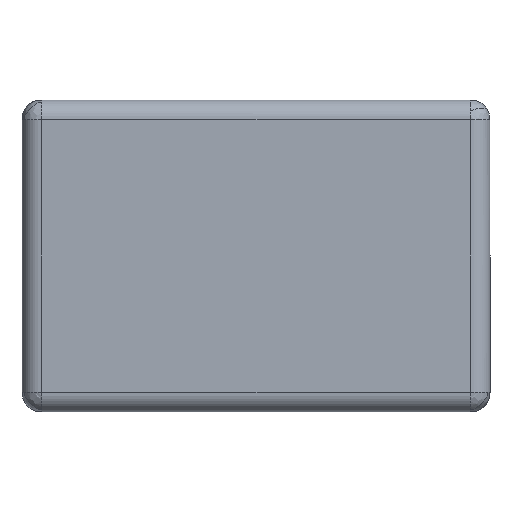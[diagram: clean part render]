
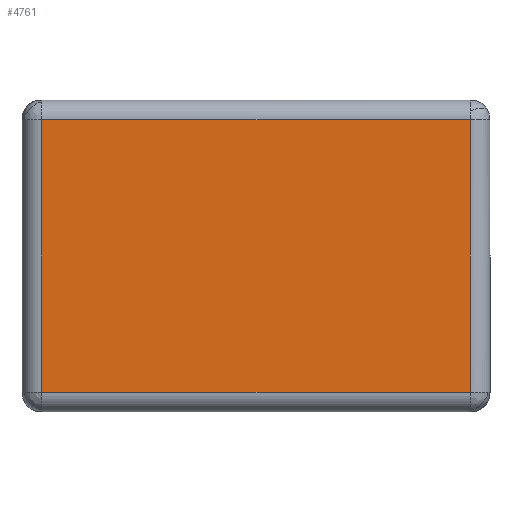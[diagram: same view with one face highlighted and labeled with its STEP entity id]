
A CAD part, left-side view. The second image highlights one B-rep face of the part: STEP entity #4761.
In plain terms, the highlighted planar face has unit normal (-1, 0, 0).
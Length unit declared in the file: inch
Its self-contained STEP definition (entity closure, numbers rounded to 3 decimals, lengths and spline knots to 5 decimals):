
#514 = VECTOR ( 'NONE', #3282, 39.37008 ) ;
#673 = CARTESIAN_POINT ( 'NONE',  ( -0.06, 0.0275, 0. ) ) ;
#693 = DIRECTION ( 'NONE',  ( 0., 0., -1. ) ) ;
#1116 = CARTESIAN_POINT ( 'NONE',  ( -0.06, -0.0275, 0.0375 ) ) ;
#1536 = EDGE_CURVE ( 'NONE', #4214, #5263, #4887, .T. ) ;
#1897 = LINE ( 'NONE', #6179, #3735 ) ;
#2165 = DIRECTION ( 'NONE',  ( 0., 0., 1. ) ) ;
#2217 = CARTESIAN_POINT ( 'NONE',  ( -0.06, 0.0275, 0.0375 ) ) ;
#2246 = ORIENTED_EDGE ( 'NONE', *, *, #5962, .T. ) ;
#2344 = EDGE_CURVE ( 'NONE', #3206, #4611, #1897, .T. ) ;
#2486 = PLANE ( 'NONE',  #4296 ) ;
#3178 = EDGE_CURVE ( 'NONE', #3206, #5263, #6544, .T. ) ;
#3200 = CARTESIAN_POINT ( 'NONE',  ( -0.06, 0.03, 0.0375 ) ) ;
#3206 = VERTEX_POINT ( 'NONE', #3353 ) ;
#3282 = DIRECTION ( 'NONE',  ( 0., 1., 0. ) ) ;
#3353 = CARTESIAN_POINT ( 'NONE',  ( -0.06, -0.0275, 0.0025 ) ) ;
#3735 = VECTOR ( 'NONE', #2165, 39.37008 ) ;
#4127 = ORIENTED_EDGE ( 'NONE', *, *, #2344, .T. ) ;
#4137 = VECTOR ( 'NONE', #4961, 39.37008 ) ;
#4214 = VERTEX_POINT ( 'NONE', #2217 ) ;
#4296 = AXIS2_PLACEMENT_3D ( 'NONE', #4532, #6027, #5563 ) ;
#4424 = CARTESIAN_POINT ( 'NONE',  ( -0.06, 0.015, 0.0025 ) ) ;
#4529 = CARTESIAN_POINT ( 'NONE',  ( -0.06, 0.0275, 0.0025 ) ) ;
#4532 = CARTESIAN_POINT ( 'NONE',  ( -0.06, 0.03, 0. ) ) ;
#4611 = VERTEX_POINT ( 'NONE', #1116 ) ;
#4696 = ORIENTED_EDGE ( 'NONE', *, *, #3178, .F. ) ;
#4761 = ADVANCED_FACE ( 'NONE', ( #5509 ), #2486, .T. ) ;
#4798 = LINE ( 'NONE', #3200, #514 ) ;
#4887 = LINE ( 'NONE', #673, #5674 ) ;
#4961 = DIRECTION ( 'NONE',  ( 0., 1., 0. ) ) ;
#5263 = VERTEX_POINT ( 'NONE', #4529 ) ;
#5509 = FACE_OUTER_BOUND ( 'NONE', #6253, .T. ) ;
#5563 = DIRECTION ( 'NONE',  ( 0., 0., 1. ) ) ;
#5674 = VECTOR ( 'NONE', #693, 39.37008 ) ;
#5868 = ORIENTED_EDGE ( 'NONE', *, *, #1536, .T. ) ;
#5962 = EDGE_CURVE ( 'NONE', #4611, #4214, #4798, .T. ) ;
#6027 = DIRECTION ( 'NONE',  ( -1., 0., 0. ) ) ;
#6179 = CARTESIAN_POINT ( 'NONE',  ( -0.06, -0.0275, 0. ) ) ;
#6253 = EDGE_LOOP ( 'NONE', ( #4127, #2246, #5868, #4696 ) ) ;
#6544 = LINE ( 'NONE', #4424, #4137 ) ;
